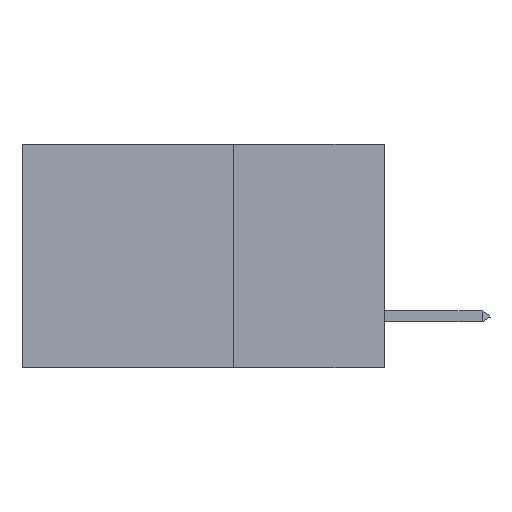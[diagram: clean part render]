
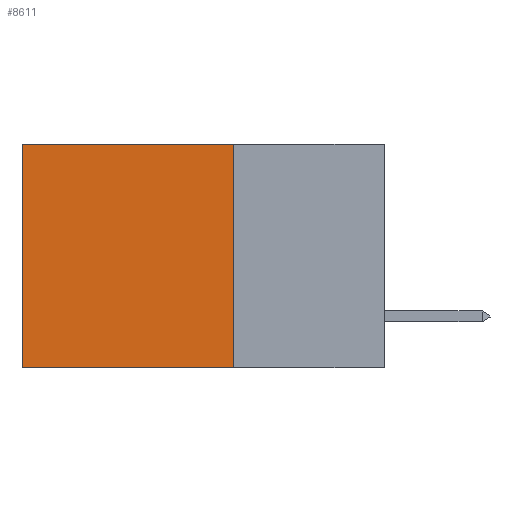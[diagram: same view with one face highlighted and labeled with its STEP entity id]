
A CAD part, left-side view. The second image highlights one B-rep face of the part: STEP entity #8611.
In plain terms, the highlighted planar face has unit normal (-1, 0, 0).
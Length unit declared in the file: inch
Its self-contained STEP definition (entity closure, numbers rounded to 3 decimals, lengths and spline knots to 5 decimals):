
#595 = EDGE_LOOP ( 'NONE', ( #1752, #1894, #6436, #12911 ) ) ;
#1295 = FACE_OUTER_BOUND ( 'NONE', #595, .T. ) ;
#1663 = CARTESIAN_POINT ( 'NONE',  ( 0.2875, 0.25, 0. ) ) ;
#1752 = ORIENTED_EDGE ( 'NONE', *, *, #19965, .T. ) ;
#1894 = ORIENTED_EDGE ( 'NONE', *, *, #12783, .F. ) ;
#2458 = CARTESIAN_POINT ( 'NONE',  ( 0.2875, 0.25, 0. ) ) ;
#4431 = CARTESIAN_POINT ( 'NONE',  ( 0.2875, 0.6, 0. ) ) ;
#5010 = DIRECTION ( 'NONE',  ( 1., 0., 0. ) ) ;
#5400 = CARTESIAN_POINT ( 'NONE',  ( 0.2875, 0.25, 0. ) ) ;
#6436 = ORIENTED_EDGE ( 'NONE', *, *, #11962, .F. ) ;
#6976 = DIRECTION ( 'NONE',  ( 0., 0., -1. ) ) ;
#8143 = CARTESIAN_POINT ( 'NONE',  ( 0.2875, 0.6, 0. ) ) ;
#8611 = ADVANCED_FACE ( 'NONE', ( #1295 ), #16423, .F. ) ;
#8781 = VECTOR ( 'NONE', #6976, 39.37008 ) ;
#9690 = LINE ( 'NONE', #2458, #17404 ) ;
#10134 = CARTESIAN_POINT ( 'NONE',  ( 0.2875, 0.6, -0.37 ) ) ;
#10586 = VERTEX_POINT ( 'NONE', #10134 ) ;
#10710 = VERTEX_POINT ( 'NONE', #12000 ) ;
#11324 = LINE ( 'NONE', #16114, #17999 ) ;
#11962 = EDGE_CURVE ( 'NONE', #12366, #10710, #12151, .T. ) ;
#12000 = CARTESIAN_POINT ( 'NONE',  ( 0.2875, 0.25, -0.37 ) ) ;
#12151 = LINE ( 'NONE', #5400, #8781 ) ;
#12366 = VERTEX_POINT ( 'NONE', #17267 ) ;
#12515 = VERTEX_POINT ( 'NONE', #4431 ) ;
#12783 = EDGE_CURVE ( 'NONE', #10710, #10586, #11324, .T. ) ;
#12911 = ORIENTED_EDGE ( 'NONE', *, *, #14847, .T. ) ;
#13789 = VECTOR ( 'NONE', #14014, 39.37008 ) ;
#14014 = DIRECTION ( 'NONE',  ( 0., 0., -1. ) ) ;
#14567 = DIRECTION ( 'NONE',  ( 0., 1., 0. ) ) ;
#14847 = EDGE_CURVE ( 'NONE', #12366, #12515, #9690, .T. ) ;
#16114 = CARTESIAN_POINT ( 'NONE',  ( 0.2875, 0.25, -0.37 ) ) ;
#16423 = PLANE ( 'NONE',  #17382 ) ;
#16498 = DIRECTION ( 'NONE',  ( 0., 0., -1. ) ) ;
#17267 = CARTESIAN_POINT ( 'NONE',  ( 0.2875, 0.25, 0. ) ) ;
#17382 = AXIS2_PLACEMENT_3D ( 'NONE', #1663, #5010, #16498 ) ;
#17404 = VECTOR ( 'NONE', #20611, 39.37008 ) ;
#17999 = VECTOR ( 'NONE', #14567, 39.37008 ) ;
#19142 = LINE ( 'NONE', #8143, #13789 ) ;
#19965 = EDGE_CURVE ( 'NONE', #12515, #10586, #19142, .T. ) ;
#20611 = DIRECTION ( 'NONE',  ( 0., 1., 0. ) ) ;
